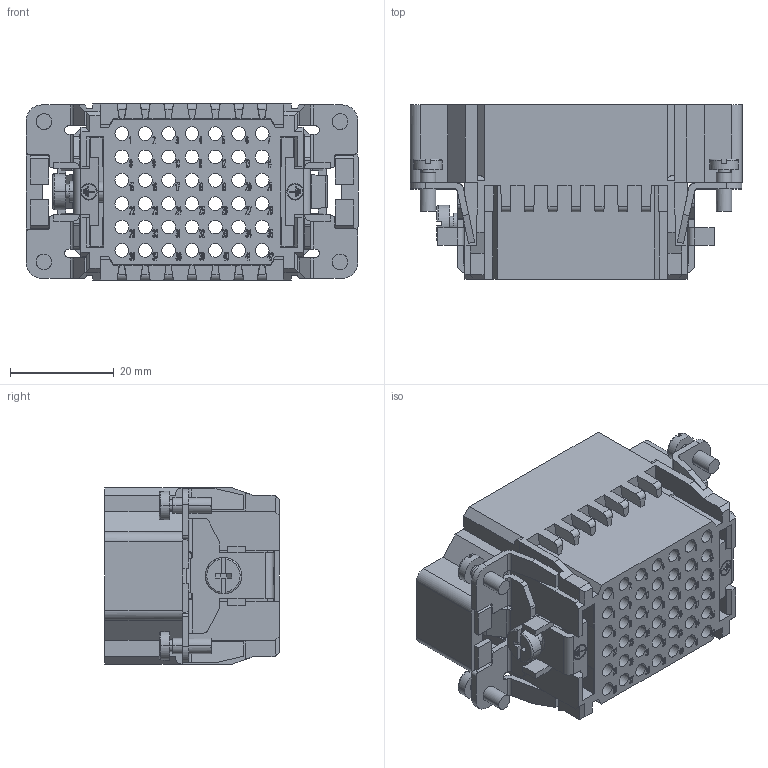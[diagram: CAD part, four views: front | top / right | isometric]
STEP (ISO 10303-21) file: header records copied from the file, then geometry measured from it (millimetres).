
FILE_DESCRIPTION((''),'2;1');
FILE_NAME('MANIFOLD_SOLID_BREP_96','2017-08-25T',('tl.yang'),(''),'PRO/ENGINEER BY PARAMETRIC TECHNOLOGY CORPORATION, 2011500','PRO/ENGINEER BY PARAMETRIC TECHNOLOGY CORPORATION, 2011500','');
FILE_SCHEMA(('CONFIG_CONTROL_DESIGN'));
Products named in the file (1): MANIFOLD_SOLID_BREP_96
Bounding box: 63.9 x 33.6 x 33.9 mm (x, y, z)
Volume: 24389.5 mm3; surface area: 23981.1 mm2
Topology: 1 solids, 1 shells, 6313 faces, 18388 edges, 12315 vertices
Faces by surface type: plane 5862, cylinder 351, bspline 44, torus 32, cone 16, revolution 8
Entity records: 208811 total; most frequent: CARTESIAN_POINT 41029, ORIENTED_EDGE 36744, DIRECTION 31550, EDGE_CURVE 18372, VECTOR 17260, LINE 17260, VERTEX_POINT 12315, AXIS2_PLACEMENT_3D 7141
